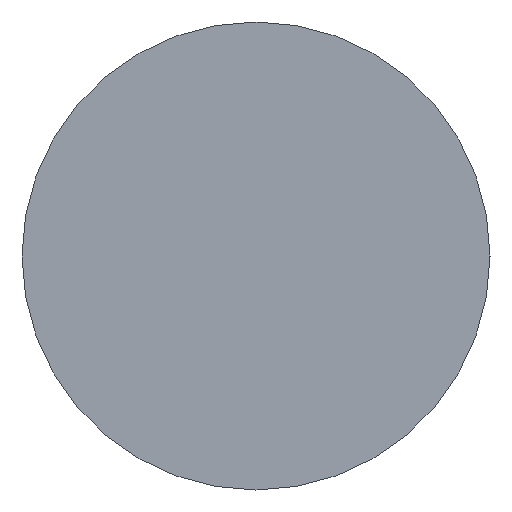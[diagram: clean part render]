
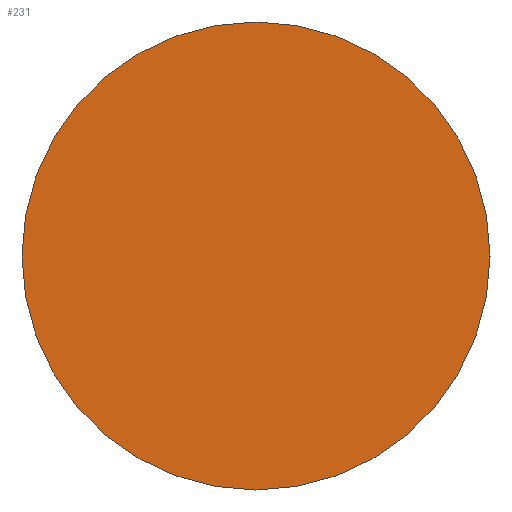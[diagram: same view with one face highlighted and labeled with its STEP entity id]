
A CAD part, left-side view. The second image highlights one B-rep face of the part: STEP entity #231.
In plain terms, the highlighted planar face has unit normal (-1, 0, 0).
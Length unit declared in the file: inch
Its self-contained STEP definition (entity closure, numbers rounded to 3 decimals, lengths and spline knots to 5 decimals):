
#40 = CARTESIAN_POINT ( 'NONE',  ( 0., 0., 0. ) ) ;
#231 = ADVANCED_FACE ( 'NONE', ( #3055 ), #2019, .F. ) ;
#1152 = EDGE_LOOP ( 'NONE', ( #1193, #1876 ) ) ;
#1193 = ORIENTED_EDGE ( 'NONE', *, *, #2135, .T. ) ;
#1198 = DIRECTION ( 'NONE',  ( 1., 0., 0. ) ) ;
#1224 = EDGE_CURVE ( 'NONE', #2800, #2102, #1492, .T. ) ;
#1492 = CIRCLE ( 'NONE', #3106, 0.625 ) ;
#1805 = CARTESIAN_POINT ( 'NONE',  ( 0., 0., 0. ) ) ;
#1857 = CARTESIAN_POINT ( 'NONE',  ( 0., 0., 0.625 ) ) ;
#1876 = ORIENTED_EDGE ( 'NONE', *, *, #1224, .T. ) ;
#2019 = PLANE ( 'NONE',  #2336 ) ;
#2050 = CARTESIAN_POINT ( 'NONE',  ( 0., 0.625, 0. ) ) ;
#2102 = VERTEX_POINT ( 'NONE', #1857 ) ;
#2135 = EDGE_CURVE ( 'NONE', #2102, #2800, #2362, .T. ) ;
#2333 = DIRECTION ( 'NONE',  ( -1., 0., 0. ) ) ;
#2336 = AXIS2_PLACEMENT_3D ( 'NONE', #2050, #1198, #2501 ) ;
#2362 = CIRCLE ( 'NONE', #2920, 0.625 ) ;
#2501 = DIRECTION ( 'NONE',  ( 0., 0., -1. ) ) ;
#2627 = DIRECTION ( 'NONE',  ( -1., 0., 0. ) ) ;
#2800 = VERTEX_POINT ( 'NONE', #3427 ) ;
#2920 = AXIS2_PLACEMENT_3D ( 'NONE', #1805, #2333, #3159 ) ;
#2922 = DIRECTION ( 'NONE',  ( 0., 0., 1. ) ) ;
#3055 = FACE_OUTER_BOUND ( 'NONE', #1152, .T. ) ;
#3106 = AXIS2_PLACEMENT_3D ( 'NONE', #40, #2627, #2922 ) ;
#3159 = DIRECTION ( 'NONE',  ( 0., 0., 1. ) ) ;
#3427 = CARTESIAN_POINT ( 'NONE',  ( 0., 0., -0.625 ) ) ;
